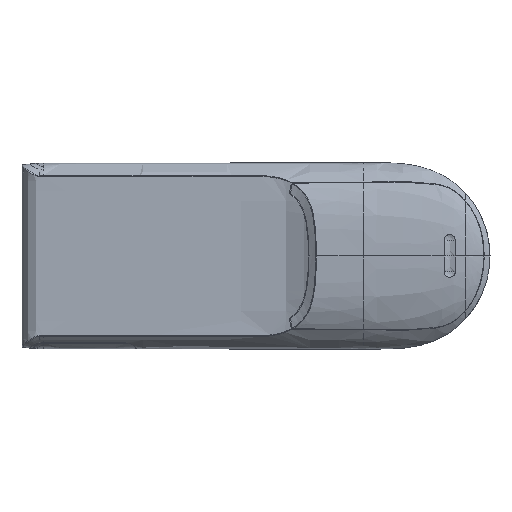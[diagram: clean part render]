
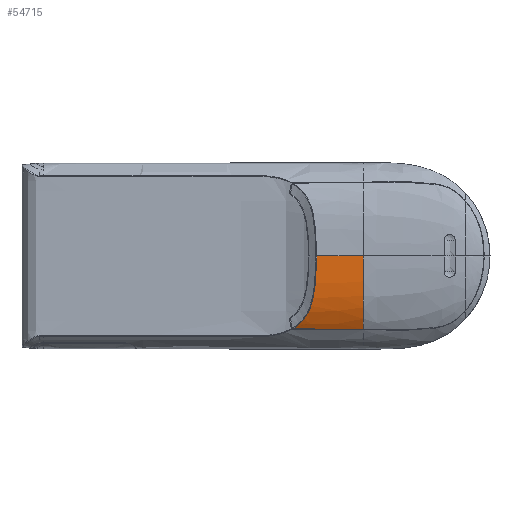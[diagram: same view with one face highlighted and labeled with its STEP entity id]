
A CAD part, top view. The second image highlights one B-rep face of the part: STEP entity #54715.
In plain terms, the highlighted free-form (B-spline) face has degree [3, 3] with [9, 6] control points.
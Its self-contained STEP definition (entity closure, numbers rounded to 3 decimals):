
#16232=CARTESIAN_POINT('',(16.302,0.,
9.15));
#16233=CARTESIAN_POINT('',(16.302,-0.265,
9.15));
#16234=CARTESIAN_POINT('',(16.299,-0.818,
9.147));
#16235=CARTESIAN_POINT('',(16.281,-1.719,
9.133));
#16236=CARTESIAN_POINT('',(16.253,-2.674,
9.109));
#16237=CARTESIAN_POINT('',(16.193,-3.97,
9.059));
#16238=CARTESIAN_POINT('',(16.143,-4.804,
9.017));
#16239=CARTESIAN_POINT('',(16.086,-5.619,
8.971));
#16240=CARTESIAN_POINT('',(16.005,-6.612,
8.905));
#16241=CARTESIAN_POINT('',(15.892,-7.749,
8.814));
#16242=CARTESIAN_POINT('',(15.75,-8.888,
8.702));
#16243=CARTESIAN_POINT('',(15.545,-10.142,
8.541));
#16244=CARTESIAN_POINT('',(15.214,-11.596,
8.29));
#16245=CARTESIAN_POINT('',(14.674,-13.243,
7.9));
#16246=CARTESIAN_POINT('',(13.884,-14.867,
7.378));
#16247=CARTESIAN_POINT('',(12.958,-16.22,
6.829));
#16248=CARTESIAN_POINT('',(11.704,-17.509,
6.193));
#16249=CARTESIAN_POINT('',(10.797,-18.144,
5.818));
#16250=CARTESIAN_POINT('',(10.325,-18.424,
5.643));
#16261=CARTESIAN_POINT('',(10.325,-18.424,
5.643));
#16288=CARTESIAN_POINT('',(16.302,0.,
9.15));
#16289=CARTESIAN_POINT('',(18.147,0.,
9.15));
#16290=CARTESIAN_POINT('',(22.084,0.,
9.15));
#16291=CARTESIAN_POINT('',(26.021,0.,
9.15));
#16292=CARTESIAN_POINT('',(28.112,0.,
9.15));
#16294=CARTESIAN_POINT('',(28.113,-18.539,
5.643));
#16295=CARTESIAN_POINT('',(25.864,-18.493,
5.641));
#16296=CARTESIAN_POINT('',(21.55,-18.428,
5.64));
#16297=CARTESIAN_POINT('',(15.741,-18.428,
5.641));
#16298=CARTESIAN_POINT('',(12.082,-18.426,
5.643));
#16299=CARTESIAN_POINT('',(10.325,-18.424,
5.643));
#16301=CARTESIAN_POINT('',(16.302,0.,
9.15));
#16327=CARTESIAN_POINT('',(28.112,0.,
9.15));
#17111=CARTESIAN_POINT('',(28.113,-18.539,
5.643));
#17112=CARTESIAN_POINT('',(28.113,-18.094,
5.92));
#17113=CARTESIAN_POINT('',(28.112,-16.635,
6.738));
#17114=CARTESIAN_POINT('',(28.113,-13.962,
7.799));
#17115=CARTESIAN_POINT('',(28.112,-10.496,
8.574));
#17116=CARTESIAN_POINT('',(28.112,-6.919,
8.92));
#17117=CARTESIAN_POINT('',(28.112,-3.244,
9.112));
#17118=CARTESIAN_POINT('',(28.112,-1.002,
9.15));
#17119=CARTESIAN_POINT('',(28.112,0.,
9.15));
#24475=VERTEX_POINT('',#16301);
#24478=VERTEX_POINT('',#16327);
#24487=VERTEX_POINT('',#16261);
#24488=VERTEX_POINT('',#16294);
#54652=CARTESIAN_POINT('',(10.148,-18.617,
5.522));
#54653=CARTESIAN_POINT('',(11.603,-18.617,
5.522));
#54654=CARTESIAN_POINT('',(15.5,-18.619,
5.522));
#54655=CARTESIAN_POINT('',(21.548,-18.612,
5.52));
#54656=CARTESIAN_POINT('',(26.14,-18.669,
5.534));
#54657=CARTESIAN_POINT('',(28.291,-18.703,
5.542));
#54658=CARTESIAN_POINT('',(10.148,-18.603,
5.53));
#54659=CARTESIAN_POINT('',(11.603,-18.604,
5.53));
#54660=CARTESIAN_POINT('',(15.5,-18.605,
5.531));
#54661=CARTESIAN_POINT('',(21.548,-18.598,
5.529));
#54662=CARTESIAN_POINT('',(26.14,-18.655,
5.543));
#54663=CARTESIAN_POINT('',(28.291,-18.689,
5.551));
#54664=CARTESIAN_POINT('',(10.148,-18.111,
5.845));
#54665=CARTESIAN_POINT('',(11.603,-18.111,
5.845));
#54666=CARTESIAN_POINT('',(15.5,-18.113,
5.846));
#54667=CARTESIAN_POINT('',(21.548,-18.106,
5.844));
#54668=CARTESIAN_POINT('',(26.14,-18.161,
5.858));
#54669=CARTESIAN_POINT('',(28.291,-18.194,
5.866));
#54670=CARTESIAN_POINT('',(10.148,-16.607,
6.699));
#54671=CARTESIAN_POINT('',(11.603,-16.608,
6.699));
#54672=CARTESIAN_POINT('',(15.5,-16.609,
6.699));
#54673=CARTESIAN_POINT('',(21.548,-16.603,
6.698));
#54674=CARTESIAN_POINT('',(26.14,-16.653,
6.712));
#54675=CARTESIAN_POINT('',(28.291,-16.682,
6.72));
#54676=CARTESIAN_POINT('',(10.148,-13.902,
7.779));
#54677=CARTESIAN_POINT('',(11.603,-13.903,
7.78));
#54678=CARTESIAN_POINT('',(15.5,-13.903,
7.78));
#54679=CARTESIAN_POINT('',(21.548,-13.899,
7.778));
#54680=CARTESIAN_POINT('',(26.14,-13.94,
7.792));
#54681=CARTESIAN_POINT('',(28.291,-13.964,
7.8));
#54682=CARTESIAN_POINT('',(10.148,-10.452,
8.557));
#54683=CARTESIAN_POINT('',(11.603,-10.452,
8.557));
#54684=CARTESIAN_POINT('',(15.5,-10.453,
8.557));
#54685=CARTESIAN_POINT('',(21.548,-10.449,
8.556));
#54686=CARTESIAN_POINT('',(26.14,-10.479,
8.568));
#54687=CARTESIAN_POINT('',(28.291,-10.497,
8.575));
#54688=CARTESIAN_POINT('',(10.148,-5.626,
9.033));
#54689=CARTESIAN_POINT('',(11.603,-5.627,
9.033));
#54690=CARTESIAN_POINT('',(15.5,-5.627,
9.033));
#54691=CARTESIAN_POINT('',(21.548,-5.625,
9.032));
#54692=CARTESIAN_POINT('',(26.14,-5.641,
9.039));
#54693=CARTESIAN_POINT('',(28.291,-5.651,
9.043));
#54694=CARTESIAN_POINT('',(10.148,-1.837,
9.155));
#54695=CARTESIAN_POINT('',(11.603,-1.837,
9.155));
#54696=CARTESIAN_POINT('',(15.5,-1.837,
9.155));
#54697=CARTESIAN_POINT('',(21.548,-1.837,
9.155));
#54698=CARTESIAN_POINT('',(26.14,-1.842,
9.155));
#54699=CARTESIAN_POINT('',(28.291,-1.845,
9.155));
#54700=CARTESIAN_POINT('',(10.148,0.19,
9.15));
#54701=CARTESIAN_POINT('',(11.603,0.19,
9.15));
#54702=CARTESIAN_POINT('',(15.5,0.19,
9.15));
#54703=CARTESIAN_POINT('',(21.548,0.19,9.15));
#54704=CARTESIAN_POINT('',(26.14,0.19,
9.15));
#54705=CARTESIAN_POINT('',(28.291,0.191,
9.15));
#54706=B_SPLINE_SURFACE_WITH_KNOTS('',3,3,((#54652,#54653,#54654,#54655,#54656,
#54657),(#54658,#54659,#54660,#54661,#54662,#54663),(#54664,#54665,#54666,
#54667,#54668,#54669),(#54670,#54671,#54672,#54673,#54674,#54675),(#54676,
#54677,#54678,#54679,#54680,#54681),(#54682,#54683,#54684,#54685,#54686,#54687),
(#54688,#54689,#54690,#54691,#54692,#54693),(#54694,#54695,#54696,#54697,#54698,
#54699),(#54700,#54701,#54702,#54703,#54704,#54705)),.UNSPECIFIED.,.F.,.F.,.F.,(
4,1,1,1,1,1,4),(4,1,1,4),(0.311,0.313,0.375,0.5,0.625,
0.75,1.008),(72.798,77.165,84.488,
90.941),.UNSPECIFIED.);
#54707=ORIENTED_EDGE('',*,*,#54630,.F.);
#54709=ORIENTED_EDGE('',*,*,#54708,.T.);
#54711=ORIENTED_EDGE('',*,*,#54710,.F.);
#54712=ORIENTED_EDGE('',*,*,#54641,.T.);
#54713=EDGE_LOOP('',(#54707,#54709,#54711,#54712));
#54714=FACE_OUTER_BOUND('',#54713,.F.);
#16251=B_SPLINE_CURVE_WITH_KNOTS('',3,(#16232,#16233,#16234,#16235,#16236,
#16237,#16238,#16239,#16240,#16241,#16242,#16243,#16244,#16245,#16246,#16247,
#16248,#16249,#16250),.UNSPECIFIED.,.F.,.F.,(4,1,1,1,1,1,1,1,1,1,1,1,1,1,1,1,4),
(0.,0.063,0.125,0.188,0.25,0.313,0.375,0.438,0.5,0.563,
0.625,0.688,0.75,0.813,0.875,0.938,1.),.UNSPECIFIED.);
#16293=B_SPLINE_CURVE_WITH_KNOTS('',3,(#16288,#16289,#16290,#16291,#16292),
.UNSPECIFIED.,.F.,.F.,(4,1,4),(0.,0.469,1.),.UNSPECIFIED.);
#16300=B_SPLINE_CURVE_WITH_KNOTS('',3,(#16294,#16295,#16296,#16297,#16298,
#16299),.UNSPECIFIED.,.F.,.F.,(4,1,1,4),(0.,0.333,
0.667,1.),.UNSPECIFIED.);
#17120=B_SPLINE_CURVE_WITH_KNOTS('',3,(#17111,#17112,#17113,#17114,#17115,
#17116,#17117,#17118,#17119),.UNSPECIFIED.,.F.,.F.,(4,1,1,1,1,1,4),(0.,
0.084,0.267,0.45,0.634,
0.817,1.),.UNSPECIFIED.);
#54630=EDGE_CURVE('',#24475,#24487,#16251,.T.);
#54641=EDGE_CURVE('',#24488,#24487,#16300,.T.);
#54708=EDGE_CURVE('',#24475,#24478,#16293,.T.);
#54710=EDGE_CURVE('',#24488,#24478,#17120,.T.);
#54715=ADVANCED_FACE('',(#54714),#54706,.F.);
